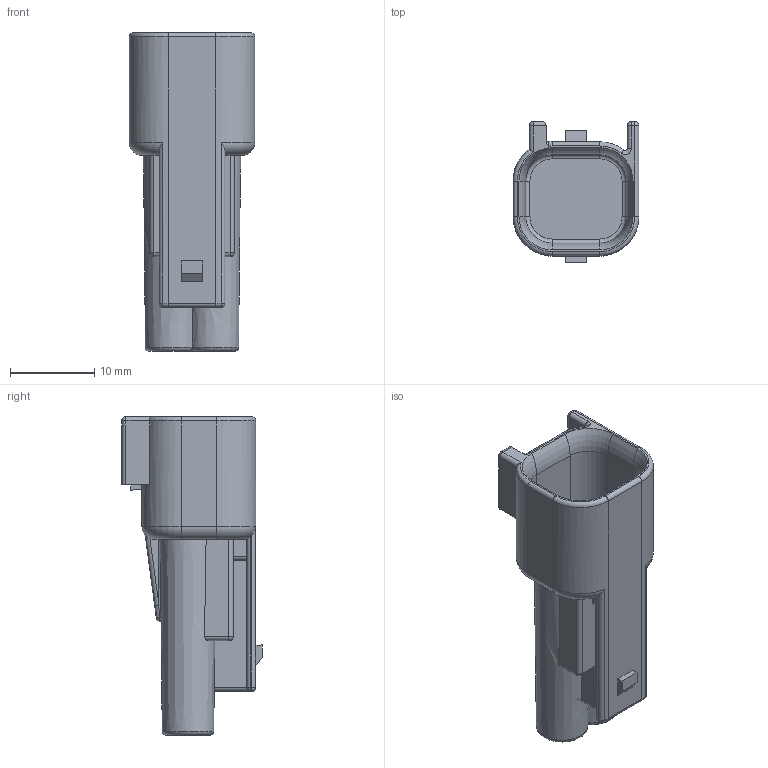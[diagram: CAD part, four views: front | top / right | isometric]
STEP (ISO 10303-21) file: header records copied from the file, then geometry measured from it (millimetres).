
FILE_DESCRIPTION(/* description */ (''),/* implementation_level */ '2;1');
FILE_NAME(/* name */ 'EPC15-2P-3A.stp',/* time_stamp */ '2023-03-28T16:21:53-05:00',/* author */ (''),/* organization */ ('Corsa Technic, LLC'),/* preprocessor_version */ 'ST-DEVELOPER v19.2',/* originating_system */ 'Autodesk Translation Framework v11.17.0.187',/* authorisation */ '3D design STEP models are provided for reference only. STEP models DO NOT provide accurate tolerance information and the model may not be constructed to the nominal nor the manufacturing-optimized version of the design. User assumes all risks from use of these models. Corsa Technic, LLC makes no representation or warranty (expressed or implied) with respect to the STEP models, including but not limited to the accuracy or completeness of product dimensions or any other technical specifications contained in or accompanying the STEP models, non-infringement of third party rights, and quality, suitability, fitness for purpose or title.');
FILE_SCHEMA (('AUTOMOTIVE_DESIGN { 1 0 10303 214 3 1 1 }'));
Length unit declared in the file: millimetre
Products named in the file (1): EPC15-2P-3A
Bounding box: 14.9 x 16.65 x 37.7 mm (x, y, z)
Volume: 2533 mm3; surface area: 3299.4 mm2
Topology: 1 solids, 1 shells, 152 faces, 363 edges, 217 vertices
Faces by surface type: cylinder 57, plane 51, torus 24, sphere 11, bspline 7, cone 2
Full cylindrical faces by diameter (mm): 4.55 x2
Entity records: 4804 total; most frequent: CARTESIAN_POINT 1249, DIRECTION 768, ORIENTED_EDGE 726, EDGE_CURVE 363, AXIS2_PLACEMENT_3D 301, VERTEX_POINT 217, LINE 166, VECTOR 166
